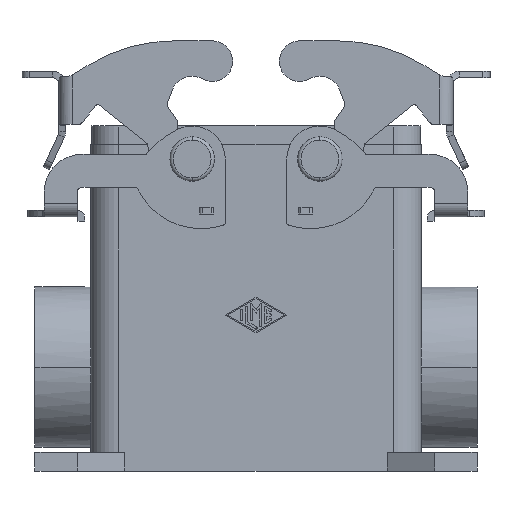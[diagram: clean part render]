
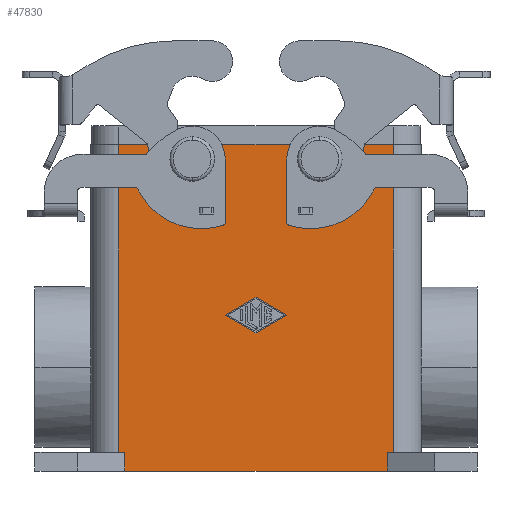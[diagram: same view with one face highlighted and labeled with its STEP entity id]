
A CAD part, front view. The second image highlights one B-rep face of the part: STEP entity #47830.
In plain terms, the highlighted planar face has unit normal (0, -1, 0).
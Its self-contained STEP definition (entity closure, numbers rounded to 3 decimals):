
#13320=CARTESIAN_POINT('',(0.,-22.25,
-1.5));
#13330=VERTEX_POINT('',#13320);
#13380=CARTESIAN_POINT('',(0.,-22.25,0.));
#13390=DIRECTION('',(0.,1.,0.));
#13400=DIRECTION('',(0.,0.,1.));
#13410=AXIS2_PLACEMENT_3D('',#13380,#13390,#13400);
#13420=CIRCLE('',#13410,1.5);
#13430=CARTESIAN_POINT('',(0.,-22.25,1.5)
);
#13440=VERTEX_POINT('',#13430);
#13450=EDGE_CURVE('',#13330,#13440,#13420,.T.);
#18930=CARTESIAN_POINT('',(-27.,-22.25,-1.5));
#18940=VERTEX_POINT('',#18930);
#19120=CARTESIAN_POINT('',(-27.,-22.25,1.5));
#19130=VERTEX_POINT('',#19120);
#19160=CARTESIAN_POINT('',(-27.,-22.25,0.));
#19170=DIRECTION('',(0.,1.,0.));
#19180=DIRECTION('',(0.,0.,1.));
#19190=AXIS2_PLACEMENT_3D('',#19160,#19170,#19180);
#19200=CIRCLE('',#19190,1.5);
#19210=EDGE_CURVE('',#19130,#18940,#19200,.T.);
#37430=CARTESIAN_POINT('',(-13.5,-22.25,-36.749));
#37440=VERTEX_POINT('',#37430);
#37490=CARTESIAN_POINT('',(-13.5,-22.25,-36.749));
#37500=DIRECTION('',(-0.866,0.,0.5));
#37510=VECTOR('',#37500,7.504);
#37520=LINE('',#37490,#37510);
#37530=CARTESIAN_POINT('',(-20.,-22.25,-33.));
#37540=VERTEX_POINT('',#37530);
#37550=EDGE_CURVE('',#37440,#37540,#37520,.T.);
#37900=CARTESIAN_POINT('',(-7.,-22.25,-33.));
#37910=VERTEX_POINT('',#37900);
#37960=CARTESIAN_POINT('',(-7.,-22.25,-33.));
#37970=DIRECTION('',(-0.866,0.,-0.5));
#37980=VECTOR('',#37970,7.504);
#37990=LINE('',#37960,#37980);
#38000=EDGE_CURVE('',#37910,#37440,#37990,.T.);
#38280=CARTESIAN_POINT('',(-13.5,-22.25,-29.251));
#38290=VERTEX_POINT('',#38280);
#38340=CARTESIAN_POINT('',(-13.5,-22.25,-29.251));
#38350=DIRECTION('',(0.866,0.,-0.5));
#38360=VECTOR('',#38350,7.504);
#38370=LINE('',#38340,#38360);
#38380=EDGE_CURVE('',#38290,#37910,#38370,.T.);
#38630=CARTESIAN_POINT('',(-20.,-22.25,-33.));
#38640=DIRECTION('',(0.866,0.,0.5));
#38650=VECTOR('',#38640,7.504);
#38660=LINE('',#38630,#38650);
#38670=EDGE_CURVE('',#37540,#38290,#38660,.T.);
#46960=CARTESIAN_POINT('',(14.25,-22.25,-66.));
#46970=DIRECTION('',(0.,-1.,0.));
#46980=DIRECTION('',(0.,0.,-1.));
#46990=AXIS2_PLACEMENT_3D('',#46960,#46970,#46980);
#47000=PLANE('',#46990);
#47010=CARTESIAN_POINT('',(-41.25,-22.25,-62.));
#47020=DIRECTION('',(-1.,0.,0.));
#47030=VECTOR('',#47020,1.25);
#47040=LINE('',#47010,#47030);
#47050=CARTESIAN_POINT('',(-41.25,-22.25,-62.));
#47060=VERTEX_POINT('',#47050);
#47070=CARTESIAN_POINT('',(-42.5,-22.25,-62.));
#47080=VERTEX_POINT('',#47070);
#47090=EDGE_CURVE('',#47060,#47080,#47040,.T.);
#47100=ORIENTED_EDGE('',*,*,#47090,.F.);
#47110=CARTESIAN_POINT('',(-42.5,-22.25,-62.));
#47120=DIRECTION('',(0.,0.,1.));
#47130=VECTOR('',#47120,65.);
#47140=LINE('',#47110,#47130);
#47150=CARTESIAN_POINT('',(-42.5,-22.25,3.));
#47160=VERTEX_POINT('',#47150);
#47170=EDGE_CURVE('',#47080,#47160,#47140,.T.);
#47180=ORIENTED_EDGE('',*,*,#47170,.F.);
#47190=CARTESIAN_POINT('',(15.5,-22.25,3.));
#47200=DIRECTION('',(-1.,0.,0.));
#47210=VECTOR('',#47200,58.);
#47220=LINE('',#47190,#47210);
#47230=CARTESIAN_POINT('',(15.5,-22.25,3.));
#47240=VERTEX_POINT('',#47230);
#47250=EDGE_CURVE('',#47240,#47160,#47220,.T.);
#47260=ORIENTED_EDGE('',*,*,#47250,.T.);
#47270=CARTESIAN_POINT('',(15.5,-22.25,-62.));
#47280=DIRECTION('',(0.,0.,1.));
#47290=VECTOR('',#47280,65.);
#47300=LINE('',#47270,#47290);
#47310=CARTESIAN_POINT('',(15.5,-22.25,-62.));
#47320=VERTEX_POINT('',#47310);
#47330=EDGE_CURVE('',#47320,#47240,#47300,.T.);
#47340=ORIENTED_EDGE('',*,*,#47330,.T.);
#47350=CARTESIAN_POINT('',(15.5,-22.25,-62.));
#47360=DIRECTION('',(-1.,0.,0.));
#47370=VECTOR('',#47360,1.25);
#47380=LINE('',#47350,#47370);
#47390=CARTESIAN_POINT('',(14.25,-22.25,-62.));
#47400=VERTEX_POINT('',#47390);
#47410=EDGE_CURVE('',#47320,#47400,#47380,.T.);
#47420=ORIENTED_EDGE('',*,*,#47410,.F.);
#47430=CARTESIAN_POINT('',(14.25,-22.25,-66.));
#47440=DIRECTION('',(0.,0.,1.));
#47450=VECTOR('',#47440,4.);
#47460=LINE('',#47430,#47450);
#47470=CARTESIAN_POINT('',(14.25,-22.25,-66.));
#47480=VERTEX_POINT('',#47470);
#47490=EDGE_CURVE('',#47480,#47400,#47460,.T.);
#47500=ORIENTED_EDGE('',*,*,#47490,.T.);
#47510=CARTESIAN_POINT('',(14.25,-22.25,-66.));
#47520=DIRECTION('',(-1.,0.,0.));
#47530=VECTOR('',#47520,55.5);
#47540=LINE('',#47510,#47530);
#47550=CARTESIAN_POINT('',(-41.25,-22.25,-66.));
#47560=VERTEX_POINT('',#47550);
#47570=EDGE_CURVE('',#47480,#47560,#47540,.T.);
#47580=ORIENTED_EDGE('',*,*,#47570,.F.);
#47590=CARTESIAN_POINT('',(-41.25,-22.25,-66.));
#47600=DIRECTION('',(0.,0.,1.));
#47610=VECTOR('',#47600,4.);
#47620=LINE('',#47590,#47610);
#47630=EDGE_CURVE('',#47560,#47060,#47620,.T.);
#47640=ORIENTED_EDGE('',*,*,#47630,.F.);
#47650=EDGE_LOOP('',(#47640,#47580,#47500,#47420,#47340,#47260,#47180,
#47100));
#47660=FACE_OUTER_BOUND('',#47650,.T.);
#47670=EDGE_CURVE('',#13440,#13330,#13420,.T.);
#47680=ORIENTED_EDGE('',*,*,#47670,.T.);
#47690=ORIENTED_EDGE('',*,*,#13450,.T.);
#47700=EDGE_LOOP('',(#47690,#47680));
#47710=FACE_BOUND('',#47700,.T.);
#47720=EDGE_CURVE('',#18940,#19130,#19200,.T.);
#47730=ORIENTED_EDGE('',*,*,#47720,.T.);
#47740=ORIENTED_EDGE('',*,*,#19210,.T.);
#47750=EDGE_LOOP('',(#47740,#47730));
#47760=FACE_BOUND('',#47750,.T.);
#47770=ORIENTED_EDGE('',*,*,#38000,.T.);
#47780=ORIENTED_EDGE('',*,*,#38380,.T.);
#47790=ORIENTED_EDGE('',*,*,#38670,.T.);
#47800=ORIENTED_EDGE('',*,*,#37550,.T.);
#47810=EDGE_LOOP('',(#47800,#47790,#47780,#47770));
#47820=FACE_BOUND('',#47810,.T.);
#47830=ADVANCED_FACE('',(#47660,#47710,#47760,#47820),#47000,.T.);
